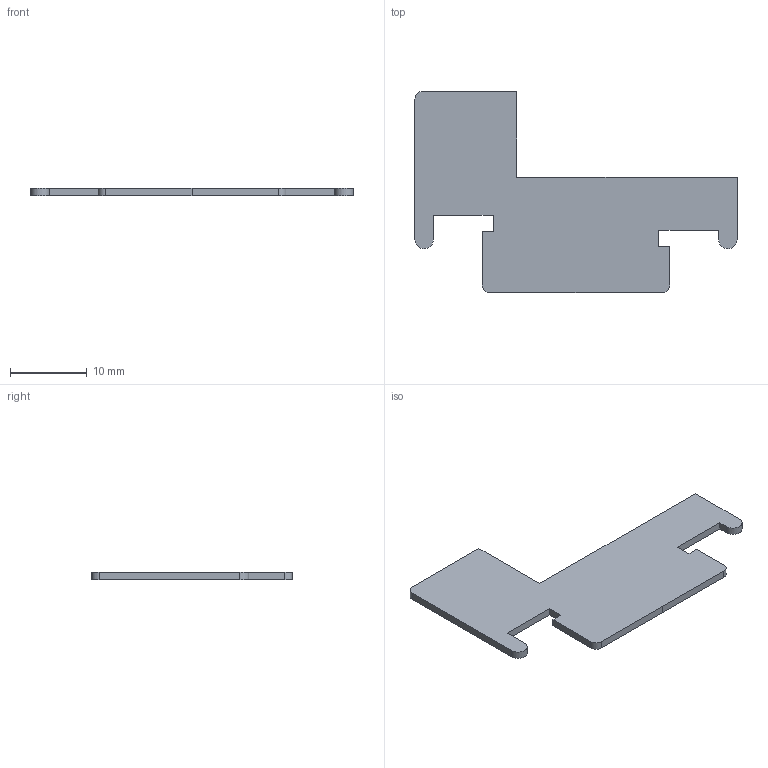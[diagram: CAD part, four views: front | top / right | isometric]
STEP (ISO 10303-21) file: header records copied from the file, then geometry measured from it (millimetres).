
FILE_DESCRIPTION((''),'2;1');
FILE_NAME('001182_002_34','2020-01-31T',('presta_be4'),(''),'CREO PARAMETRIC BY PTC INC, 2018360','CREO PARAMETRIC BY PTC INC, 2018360','');
FILE_SCHEMA(('CONFIG_CONTROL_DESIGN'));
Length unit declared in the file: millimetre
Products named in the file (1): 001182_002_34
Bounding box: 42 x 26.2 x 1 mm (x, y, z)
Volume: 628.1 mm3; surface area: 1408.6 mm2
Topology: 1 solids, 1 shells, 24 faces, 66 edges, 44 vertices
Faces by surface type: plane 19, cylinder 5
Entity records: 798 total; most frequent: CARTESIAN_POINT 134, ORIENTED_EDGE 132, DIRECTION 124, EDGE_CURVE 66, VECTOR 56, LINE 56, VERTEX_POINT 44, AXIS2_PLACEMENT_3D 34
